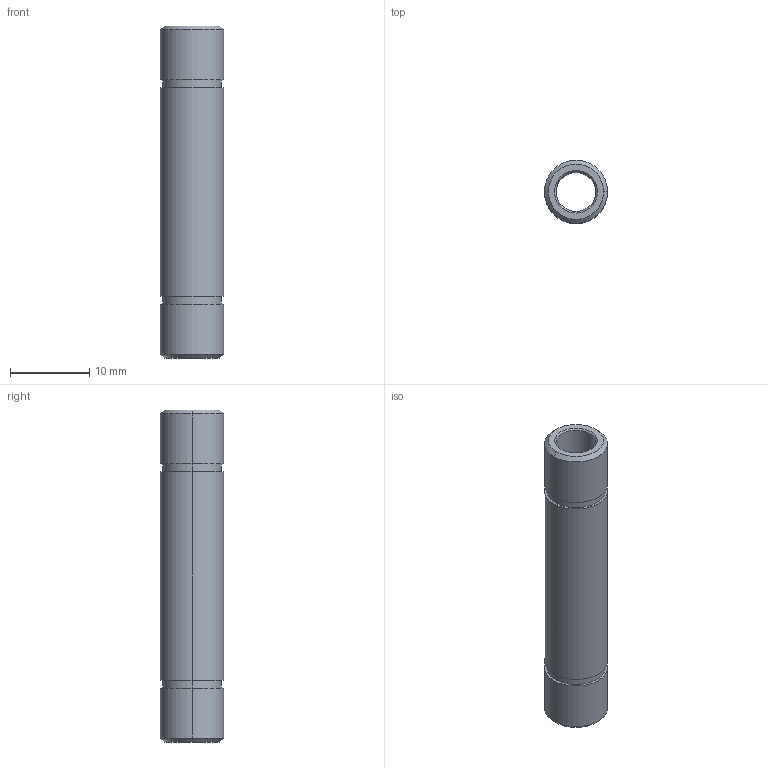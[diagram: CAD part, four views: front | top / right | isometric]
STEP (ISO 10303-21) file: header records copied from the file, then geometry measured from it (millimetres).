
FILE_DESCRIPTION (( 'STEP AP214' ), '1' );
FILE_NAME ('TCS5-16.STEP', '2018-06-12T18:32:42', ( '' ), ( '' ), 'SwSTEP 2.0', 'SolidWorks 2016', '' );
FILE_SCHEMA (( 'AUTOMOTIVE_DESIGN' ));
Length unit declared in the file: millimetre
Products named in the file (1): TCS5-16
Bounding box: 8 x 8 x 42 mm (x, y, z)
Volume: 1265.3 mm3; surface area: 1782.9 mm2
Topology: 1 solids, 1 shells, 26 faces, 52 edges, 32 vertices
Faces by surface type: cylinder 12, cone 8, plane 6
Entity records: 1008 total; most frequent: DIRECTION 138, CARTESIAN_POINT 111, ORIENTED_EDGE 104, AXIS2_PLACEMENT_3D 59, EDGE_CURVE 52, EDGE_LOOP 32, VERTEX_POINT 32, CIRCLE 32
